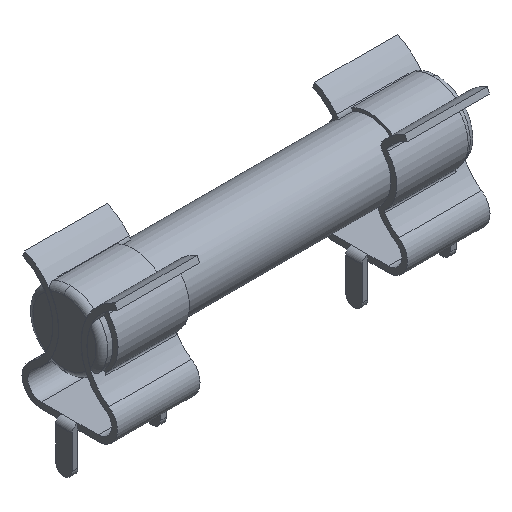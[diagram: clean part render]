
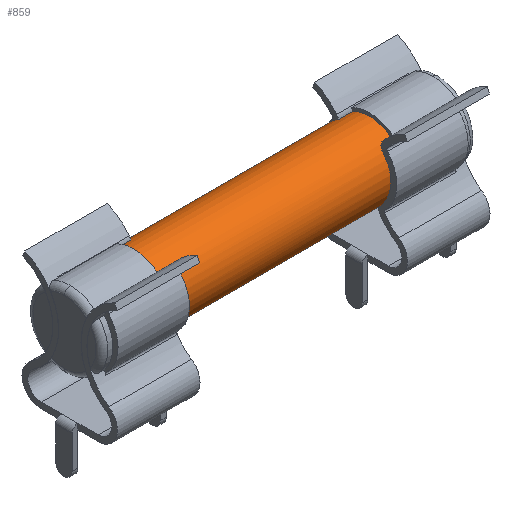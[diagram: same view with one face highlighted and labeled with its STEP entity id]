
A CAD part, isometric view. The second image highlights one B-rep face of the part: STEP entity #859.
In plain terms, the highlighted cylindrical face has radius 2.925 mm (diameter 5.85 mm), a full revolution.
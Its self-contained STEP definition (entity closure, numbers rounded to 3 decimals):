
#263 = VERTEX_POINT('',#264);
#264 = CARTESIAN_POINT('',(21.2,-2.301,5.679));
#271 = EDGE_CURVE('',#272,#263,#274,.T.);
#272 = VERTEX_POINT('',#273);
#273 = CARTESIAN_POINT('',(21.2,-1.495,4.438));
#274 = CIRCLE('',#275,2.925);
#275 = AXIS2_PLACEMENT_3D('',#276,#277,#278);
#276 = CARTESIAN_POINT('',(21.2,0.475,6.6));
#277 = DIRECTION('',(-1.,0.,-0.));
#278 = DIRECTION('',(-0.,0.,1.));
#859 = ADVANCED_FACE('',(#860),#1098,.T.);
#860 = FACE_BOUND('',#861,.T.);
#861 = EDGE_LOOP('',(#862,#871,#880,#888,#897,#905,#914,#923,#931,#940,
    #948,#957,#965,#974,#982,#989,#990,#999,#1007,#1016,#1024,#1033,
    #1041,#1050,#1058,#1067,#1076,#1082,#1083,#1091));
#862 = ORIENTED_EDGE('',*,*,#863,.T.);
#863 = EDGE_CURVE('',#864,#866,#868,.T.);
#864 = VERTEX_POINT('',#865);
#865 = CARTESIAN_POINT('',(22.4,0.475,9.525));
#866 = VERTEX_POINT('',#867);
#867 = CARTESIAN_POINT('',(2.4,0.475,9.525));
#868 = B_SPLINE_CURVE_WITH_KNOTS('',1,(#869,#870),.UNSPECIFIED.,.F.,.F.,
  (2,2),(0.,20.),.PIECEWISE_BEZIER_KNOTS.);
#869 = CARTESIAN_POINT('',(22.4,0.475,9.525));
#870 = CARTESIAN_POINT('',(2.4,0.475,9.525));
#871 = ORIENTED_EDGE('',*,*,#872,.T.);
#872 = EDGE_CURVE('',#866,#873,#875,.T.);
#873 = VERTEX_POINT('',#874);
#874 = CARTESIAN_POINT('',(2.4,-2.044,5.114));
#875 = CIRCLE('',#876,2.925);
#876 = AXIS2_PLACEMENT_3D('',#877,#878,#879);
#877 = CARTESIAN_POINT('',(2.4,0.475,6.6));
#878 = DIRECTION('',(1.,-0.,0.));
#879 = DIRECTION('',(0.,0.,-1.));
#880 = ORIENTED_EDGE('',*,*,#881,.F.);
#881 = EDGE_CURVE('',#882,#873,#884,.T.);
#882 = VERTEX_POINT('',#883);
#883 = CARTESIAN_POINT('',(3.5,-2.044,5.114));
#884 = LINE('',#885,#886);
#885 = CARTESIAN_POINT('',(22.4,-2.044,5.114));
#886 = VECTOR('',#887,1.);
#887 = DIRECTION('',(-1.,-0.,-0.));
#888 = ORIENTED_EDGE('',*,*,#889,.F.);
#889 = EDGE_CURVE('',#890,#882,#892,.T.);
#890 = VERTEX_POINT('',#891);
#891 = CARTESIAN_POINT('',(3.5,-1.621,4.56));
#892 = CIRCLE('',#893,2.925);
#893 = AXIS2_PLACEMENT_3D('',#894,#895,#896);
#894 = CARTESIAN_POINT('',(3.5,0.475,6.6));
#895 = DIRECTION('',(-1.,0.,-0.));
#896 = DIRECTION('',(-0.,0.,1.));
#897 = ORIENTED_EDGE('',*,*,#898,.T.);
#898 = EDGE_CURVE('',#890,#899,#901,.T.);
#899 = VERTEX_POINT('',#900);
#900 = CARTESIAN_POINT('',(2.4,-1.621,4.56));
#901 = LINE('',#902,#903);
#902 = CARTESIAN_POINT('',(22.4,-1.621,4.56));
#903 = VECTOR('',#904,1.);
#904 = DIRECTION('',(-1.,-0.,-0.));
#905 = ORIENTED_EDGE('',*,*,#906,.T.);
#906 = EDGE_CURVE('',#899,#907,#909,.T.);
#907 = VERTEX_POINT('',#908);
#908 = CARTESIAN_POINT('',(2.4,0.475,3.675));
#909 = CIRCLE('',#910,2.925);
#910 = AXIS2_PLACEMENT_3D('',#911,#912,#913);
#911 = CARTESIAN_POINT('',(2.4,0.475,6.6));
#912 = DIRECTION('',(1.,-0.,0.));
#913 = DIRECTION('',(0.,0.,-1.));
#914 = ORIENTED_EDGE('',*,*,#915,.T.);
#915 = EDGE_CURVE('',#907,#916,#918,.T.);
#916 = VERTEX_POINT('',#917);
#917 = CARTESIAN_POINT('',(2.4,1.717,3.952));
#918 = CIRCLE('',#919,2.925);
#919 = AXIS2_PLACEMENT_3D('',#920,#921,#922);
#920 = CARTESIAN_POINT('',(2.4,0.475,6.6));
#921 = DIRECTION('',(1.,-0.,0.));
#922 = DIRECTION('',(0.,0.,-1.));
#923 = ORIENTED_EDGE('',*,*,#924,.F.);
#924 = EDGE_CURVE('',#925,#916,#927,.T.);
#925 = VERTEX_POINT('',#926);
#926 = CARTESIAN_POINT('',(3.5,1.717,3.952));
#927 = LINE('',#928,#929);
#928 = CARTESIAN_POINT('',(22.4,1.717,3.952));
#929 = VECTOR('',#930,1.);
#930 = DIRECTION('',(-1.,-0.,-0.));
#931 = ORIENTED_EDGE('',*,*,#932,.F.);
#932 = EDGE_CURVE('',#933,#925,#935,.T.);
#933 = VERTEX_POINT('',#934);
#934 = CARTESIAN_POINT('',(3.5,2.151,4.203));
#935 = CIRCLE('',#936,2.925);
#936 = AXIS2_PLACEMENT_3D('',#937,#938,#939);
#937 = CARTESIAN_POINT('',(3.5,0.475,6.6));
#938 = DIRECTION('',(-1.,0.,-0.));
#939 = DIRECTION('',(-0.,0.,1.));
#940 = ORIENTED_EDGE('',*,*,#941,.T.);
#941 = EDGE_CURVE('',#933,#942,#944,.T.);
#942 = VERTEX_POINT('',#943);
#943 = CARTESIAN_POINT('',(2.4,2.151,4.203));
#944 = LINE('',#945,#946);
#945 = CARTESIAN_POINT('',(22.4,2.151,4.203));
#946 = VECTOR('',#947,1.);
#947 = DIRECTION('',(-1.,-0.,-0.));
#948 = ORIENTED_EDGE('',*,*,#949,.T.);
#949 = EDGE_CURVE('',#942,#950,#952,.T.);
#950 = VERTEX_POINT('',#951);
#951 = CARTESIAN_POINT('',(2.4,2.516,8.695));
#952 = CIRCLE('',#953,2.925);
#953 = AXIS2_PLACEMENT_3D('',#954,#955,#956);
#954 = CARTESIAN_POINT('',(2.4,0.475,6.6));
#955 = DIRECTION('',(1.,-0.,0.));
#956 = DIRECTION('',(0.,0.,-1.));
#957 = ORIENTED_EDGE('',*,*,#958,.F.);
#958 = EDGE_CURVE('',#959,#950,#961,.T.);
#959 = VERTEX_POINT('',#960);
#960 = CARTESIAN_POINT('',(3.5,2.516,8.695));
#961 = LINE('',#962,#963);
#962 = CARTESIAN_POINT('',(22.4,2.516,8.695));
#963 = VECTOR('',#964,1.);
#964 = DIRECTION('',(-1.,-0.,-0.));
#965 = ORIENTED_EDGE('',*,*,#966,.F.);
#966 = EDGE_CURVE('',#967,#959,#969,.T.);
#967 = VERTEX_POINT('',#968);
#968 = CARTESIAN_POINT('',(3.5,1.823,9.196));
#969 = CIRCLE('',#970,2.925);
#970 = AXIS2_PLACEMENT_3D('',#971,#972,#973);
#971 = CARTESIAN_POINT('',(3.5,0.475,6.6));
#972 = DIRECTION('',(-1.,0.,-0.));
#973 = DIRECTION('',(-0.,0.,1.));
#974 = ORIENTED_EDGE('',*,*,#975,.T.);
#975 = EDGE_CURVE('',#967,#976,#978,.T.);
#976 = VERTEX_POINT('',#977);
#977 = CARTESIAN_POINT('',(2.4,1.823,9.196));
#978 = LINE('',#979,#980);
#979 = CARTESIAN_POINT('',(22.4,1.823,9.196));
#980 = VECTOR('',#981,1.);
#981 = DIRECTION('',(-1.,-0.,-0.));
#982 = ORIENTED_EDGE('',*,*,#983,.T.);
#983 = EDGE_CURVE('',#976,#866,#984,.T.);
#984 = CIRCLE('',#985,2.925);
#985 = AXIS2_PLACEMENT_3D('',#986,#987,#988);
#986 = CARTESIAN_POINT('',(2.4,0.475,6.6));
#987 = DIRECTION('',(1.,-0.,0.));
#988 = DIRECTION('',(0.,0.,-1.));
#989 = ORIENTED_EDGE('',*,*,#863,.F.);
#990 = ORIENTED_EDGE('',*,*,#991,.F.);
#991 = EDGE_CURVE('',#992,#864,#994,.T.);
#992 = VERTEX_POINT('',#993);
#993 = CARTESIAN_POINT('',(22.4,1.913,9.147));
#994 = CIRCLE('',#995,2.925);
#995 = AXIS2_PLACEMENT_3D('',#996,#997,#998);
#996 = CARTESIAN_POINT('',(22.4,0.475,6.6));
#997 = DIRECTION('',(1.,-0.,0.));
#998 = DIRECTION('',(0.,0.,-1.));
#999 = ORIENTED_EDGE('',*,*,#1000,.T.);
#1000 = EDGE_CURVE('',#992,#1001,#1003,.T.);
#1001 = VERTEX_POINT('',#1002);
#1002 = CARTESIAN_POINT('',(21.2,1.913,9.147));
#1003 = LINE('',#1004,#1005);
#1004 = CARTESIAN_POINT('',(22.4,1.913,9.147));
#1005 = VECTOR('',#1006,1.);
#1006 = DIRECTION('',(-1.,-0.,-0.));
#1007 = ORIENTED_EDGE('',*,*,#1008,.T.);
#1008 = EDGE_CURVE('',#1001,#1009,#1011,.T.);
#1009 = VERTEX_POINT('',#1010);
#1010 = CARTESIAN_POINT('',(21.2,2.916,8.211));
#1011 = CIRCLE('',#1012,2.925);
#1012 = AXIS2_PLACEMENT_3D('',#1013,#1014,#1015);
#1013 = CARTESIAN_POINT('',(21.2,0.475,6.6));
#1014 = DIRECTION('',(-1.,0.,-0.));
#1015 = DIRECTION('',(-0.,0.,1.));
#1016 = ORIENTED_EDGE('',*,*,#1017,.F.);
#1017 = EDGE_CURVE('',#1018,#1009,#1020,.T.);
#1018 = VERTEX_POINT('',#1019);
#1019 = CARTESIAN_POINT('',(22.4,2.916,8.211));
#1020 = LINE('',#1021,#1022);
#1021 = CARTESIAN_POINT('',(22.4,2.916,8.211));
#1022 = VECTOR('',#1023,1.);
#1023 = DIRECTION('',(-1.,-0.,-0.));
#1024 = ORIENTED_EDGE('',*,*,#1025,.F.);
#1025 = EDGE_CURVE('',#1026,#1018,#1028,.T.);
#1026 = VERTEX_POINT('',#1027);
#1027 = CARTESIAN_POINT('',(22.4,2.219,4.252));
#1028 = CIRCLE('',#1029,2.925);
#1029 = AXIS2_PLACEMENT_3D('',#1030,#1031,#1032);
#1030 = CARTESIAN_POINT('',(22.4,0.475,6.6));
#1031 = DIRECTION('',(1.,-0.,0.));
#1032 = DIRECTION('',(0.,0.,-1.));
#1033 = ORIENTED_EDGE('',*,*,#1034,.T.);
#1034 = EDGE_CURVE('',#1026,#1035,#1037,.T.);
#1035 = VERTEX_POINT('',#1036);
#1036 = CARTESIAN_POINT('',(21.2,2.219,4.252));
#1037 = LINE('',#1038,#1039);
#1038 = CARTESIAN_POINT('',(22.4,2.219,4.252));
#1039 = VECTOR('',#1040,1.);
#1040 = DIRECTION('',(-1.,-0.,-0.));
#1041 = ORIENTED_EDGE('',*,*,#1042,.T.);
#1042 = EDGE_CURVE('',#1035,#1043,#1045,.T.);
#1043 = VERTEX_POINT('',#1044);
#1044 = CARTESIAN_POINT('',(21.2,1.794,3.989));
#1045 = CIRCLE('',#1046,2.925);
#1046 = AXIS2_PLACEMENT_3D('',#1047,#1048,#1049);
#1047 = CARTESIAN_POINT('',(21.2,0.475,6.6));
#1048 = DIRECTION('',(-1.,0.,-0.));
#1049 = DIRECTION('',(-0.,0.,1.));
#1050 = ORIENTED_EDGE('',*,*,#1051,.F.);
#1051 = EDGE_CURVE('',#1052,#1043,#1054,.T.);
#1052 = VERTEX_POINT('',#1053);
#1053 = CARTESIAN_POINT('',(22.4,1.794,3.989));
#1054 = LINE('',#1055,#1056);
#1055 = CARTESIAN_POINT('',(22.4,1.794,3.989));
#1056 = VECTOR('',#1057,1.);
#1057 = DIRECTION('',(-1.,-0.,-0.));
#1058 = ORIENTED_EDGE('',*,*,#1059,.F.);
#1059 = EDGE_CURVE('',#1060,#1052,#1062,.T.);
#1060 = VERTEX_POINT('',#1061);
#1061 = CARTESIAN_POINT('',(22.4,0.475,3.675));
#1062 = CIRCLE('',#1063,2.925);
#1063 = AXIS2_PLACEMENT_3D('',#1064,#1065,#1066);
#1064 = CARTESIAN_POINT('',(22.4,0.475,6.6));
#1065 = DIRECTION('',(1.,-0.,0.));
#1066 = DIRECTION('',(0.,0.,-1.));
#1067 = ORIENTED_EDGE('',*,*,#1068,.F.);
#1068 = EDGE_CURVE('',#1069,#1060,#1071,.T.);
#1069 = VERTEX_POINT('',#1070);
#1070 = CARTESIAN_POINT('',(22.4,-1.495,4.438));
#1071 = CIRCLE('',#1072,2.925);
#1072 = AXIS2_PLACEMENT_3D('',#1073,#1074,#1075);
#1073 = CARTESIAN_POINT('',(22.4,0.475,6.6));
#1074 = DIRECTION('',(1.,-0.,0.));
#1075 = DIRECTION('',(0.,0.,-1.));
#1076 = ORIENTED_EDGE('',*,*,#1077,.T.);
#1077 = EDGE_CURVE('',#1069,#272,#1078,.T.);
#1078 = LINE('',#1079,#1080);
#1079 = CARTESIAN_POINT('',(22.4,-1.495,4.438));
#1080 = VECTOR('',#1081,1.);
#1081 = DIRECTION('',(-1.,-0.,-0.));
#1082 = ORIENTED_EDGE('',*,*,#271,.T.);
#1083 = ORIENTED_EDGE('',*,*,#1084,.F.);
#1084 = EDGE_CURVE('',#1085,#263,#1087,.T.);
#1085 = VERTEX_POINT('',#1086);
#1086 = CARTESIAN_POINT('',(22.4,-2.301,5.679));
#1087 = LINE('',#1088,#1089);
#1088 = CARTESIAN_POINT('',(22.4,-2.301,5.679));
#1089 = VECTOR('',#1090,1.);
#1090 = DIRECTION('',(-1.,-0.,-0.));
#1091 = ORIENTED_EDGE('',*,*,#1092,.F.);
#1092 = EDGE_CURVE('',#864,#1085,#1093,.T.);
#1093 = CIRCLE('',#1094,2.925);
#1094 = AXIS2_PLACEMENT_3D('',#1095,#1096,#1097);
#1095 = CARTESIAN_POINT('',(22.4,0.475,6.6));
#1096 = DIRECTION('',(1.,-0.,0.));
#1097 = DIRECTION('',(0.,0.,-1.));
#1098 = CYLINDRICAL_SURFACE('',#1099,2.925);
#1099 = AXIS2_PLACEMENT_3D('',#1100,#1101,#1102);
#1100 = CARTESIAN_POINT('',(22.4,0.475,6.6));
#1101 = DIRECTION('',(-1.,-0.,-0.));
#1102 = DIRECTION('',(0.,0.,1.));
